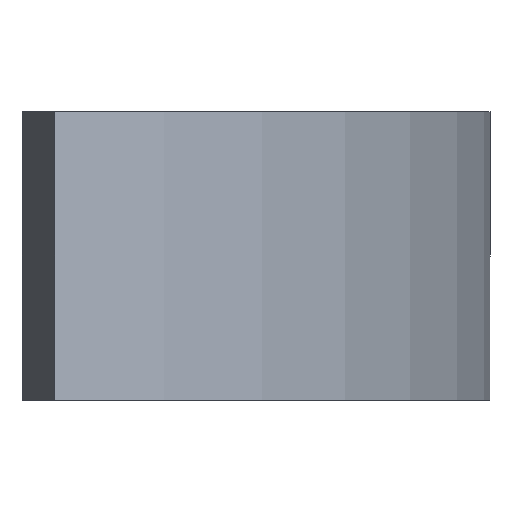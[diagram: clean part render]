
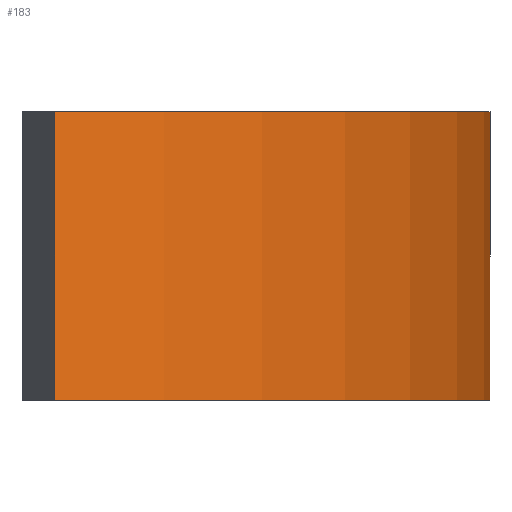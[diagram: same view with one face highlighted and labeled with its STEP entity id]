
A CAD part, front view. The second image highlights one B-rep face of the part: STEP entity #183.
In plain terms, the highlighted cylindrical face has radius 55 mm (diameter 110 mm), a partial arc.
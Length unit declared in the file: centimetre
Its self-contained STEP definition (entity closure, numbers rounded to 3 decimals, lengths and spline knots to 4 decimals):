
#104=CYLINDRICAL_SURFACE('',#191,5.5);
#108=VECTOR('',#209,1.);
#109=VECTOR('',#210,1.);
#116=LINE('',#235,#108);
#117=LINE('',#236,#109);
#124=VERTEX_POINT('',#227);
#125=VERTEX_POINT('',#229);
#126=VERTEX_POINT('',#233);
#127=VERTEX_POINT('',#234);
#131=CIRCLE('',#190,5.5);
#132=CIRCLE('',#192,5.5);
#136=EDGE_CURVE('',#125,#124,#131,.T.);
#138=EDGE_CURVE('',#126,#127,#132,.T.);
#139=EDGE_CURVE('',#127,#125,#116,.T.);
#140=EDGE_CURVE('',#124,#126,#117,.T.);
#150=ORIENTED_EDGE('',*,*,#138,.T.);
#151=ORIENTED_EDGE('',*,*,#139,.T.);
#152=ORIENTED_EDGE('',*,*,#136,.T.);
#153=ORIENTED_EDGE('',*,*,#140,.T.);
#171=EDGE_LOOP('',(#150,#151,#152,#153));
#177=FACE_BOUND('',#171,.T.);
#183=ADVANCED_FACE('',(#177),#104,.T.);
#190=AXIS2_PLACEMENT_3D('',#228,#202,#203);
#191=AXIS2_PLACEMENT_3D('',#231,#205,#206);
#192=AXIS2_PLACEMENT_3D('',#232,#207,#208);
#202=DIRECTION('',(0.,0.,1.));
#203=DIRECTION('',(5.5,0.,0.));
#205=DIRECTION('',(0.,0.,1.));
#206=DIRECTION('',(5.5,0.,0.));
#207=DIRECTION('',(0.,0.,-1.));
#208=DIRECTION('',(5.5,0.,0.));
#209=DIRECTION('',(0.,0.,-1.));
#210=DIRECTION('',(0.,0.,1.));
#227=CARTESIAN_POINT('',(2.9221,4.6595,-1.));
#228=CARTESIAN_POINT('',(0.,0.,-1.));
#229=CARTESIAN_POINT('',(2.4785,-4.9099,-1.));
#231=CARTESIAN_POINT('',(0.,0.,0.));
#232=CARTESIAN_POINT('',(0.,0.,1.));
#233=CARTESIAN_POINT('',(2.9221,4.6595,1.));
#234=CARTESIAN_POINT('',(2.4785,-4.9099,1.));
#235=CARTESIAN_POINT('',(2.4785,-4.9099,0.));
#236=CARTESIAN_POINT('',(2.9221,4.6595,0.));
